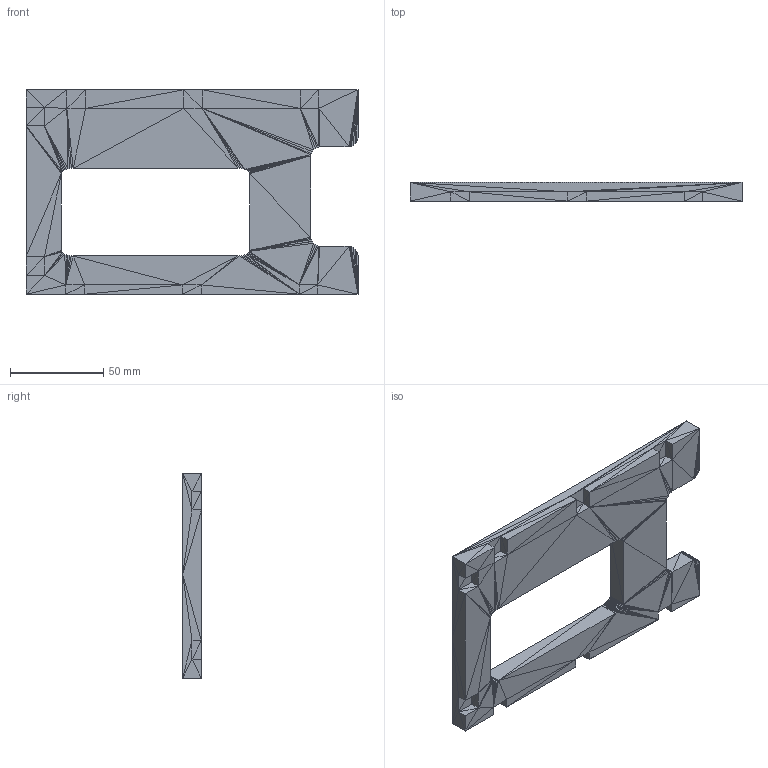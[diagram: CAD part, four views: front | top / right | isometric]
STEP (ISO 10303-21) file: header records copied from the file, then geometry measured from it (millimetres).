
FILE_DESCRIPTION(/* description */ (''),/* implementation_level */ '2;1');
FILE_NAME(/* name */ 'Back v1.step',/* time_stamp */ '2023-03-13T16:46:49+10:00',/* author */ (''),/* organization */ (''),/* preprocessor_version */ 'ST-DEVELOPER v19.2',/* originating_system */ 'Autodesk Translation Framework v11.17.0.187',/* authorisation */ '');
FILE_SCHEMA (('AUTOMOTIVE_DESIGN { 1 0 10303 214 3 1 1 }'));
Length unit declared in the file: millimetre
Products named in the file (1): Back
Bounding box: 177.8 x 10 x 109.5 mm (x, y, z)
Volume: 130243.5 mm3; surface area: 36547.9 mm2
Topology: 1 solids, 1 shells, 466 faces, 699 edges, 233 vertices
Faces by surface type: plane 466
Entity records: 9128 total; most frequent: DIRECTION 1633, CARTESIAN_POINT 1399, ORIENTED_EDGE 1398, LINE 699, VECTOR 699, EDGE_CURVE 699, AXIS2_PLACEMENT_3D 467, FACE_OUTER_BOUND 466
